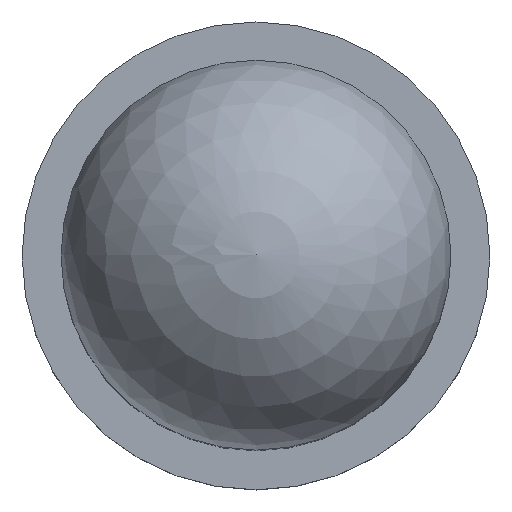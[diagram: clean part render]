
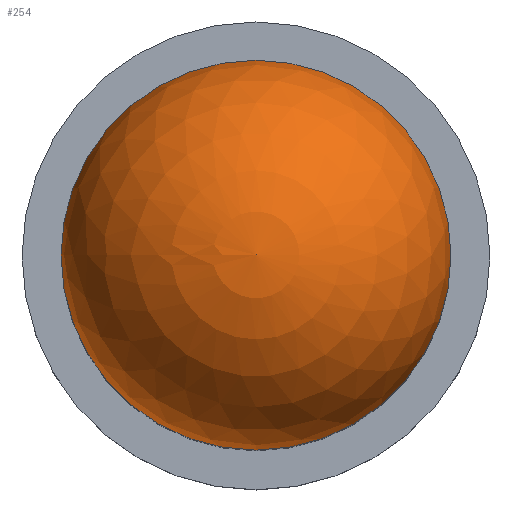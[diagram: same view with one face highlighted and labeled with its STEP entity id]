
A CAD part, top view. The second image highlights one B-rep face of the part: STEP entity #254.
In plain terms, the highlighted spherical face has radius 2.5 mm.
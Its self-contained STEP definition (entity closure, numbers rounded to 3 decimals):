
#14=SPHERICAL_SURFACE('',#286,2.5);
#21=CIRCLE('',#287,2.5);
#22=CIRCLE('',#288,2.5);
#43=FACE_OUTER_BOUND('',#59,.T.);
#59=EDGE_LOOP('',(#214,#215,#216));
#135=VERTEX_POINT('',#420);
#136=VERTEX_POINT('',#422);
#165=EDGE_CURVE('',#135,#135,#21,.T.);
#166=EDGE_CURVE('',#136,#135,#22,.T.);
#214=ORIENTED_EDGE('',*,*,#165,.T.);
#215=ORIENTED_EDGE('',*,*,#166,.F.);
#216=ORIENTED_EDGE('',*,*,#166,.T.);
#254=ADVANCED_FACE('',(#43),#14,.T.);
#286=AXIS2_PLACEMENT_3D('',#419,#348,#349);
#287=AXIS2_PLACEMENT_3D('',#421,#350,#351);
#288=AXIS2_PLACEMENT_3D('',#423,#352,#353);
#348=DIRECTION('center_axis',(0.,0.,1.));
#349=DIRECTION('ref_axis',(1.,0.,0.));
#350=DIRECTION('center_axis',(0.,0.,1.));
#351=DIRECTION('ref_axis',(1.,0.,0.));
#352=DIRECTION('center_axis',(0.,-1.,0.));
#353=DIRECTION('ref_axis',(-1.,0.,0.));
#419=CARTESIAN_POINT('Origin',(0.,0.,6.5));
#420=CARTESIAN_POINT('',(-2.5,0.,6.5));
#421=CARTESIAN_POINT('Origin',(0.,0.,6.5));
#422=CARTESIAN_POINT('',(0.,0.,9.));
#423=CARTESIAN_POINT('Origin',(0.,0.,6.5));
